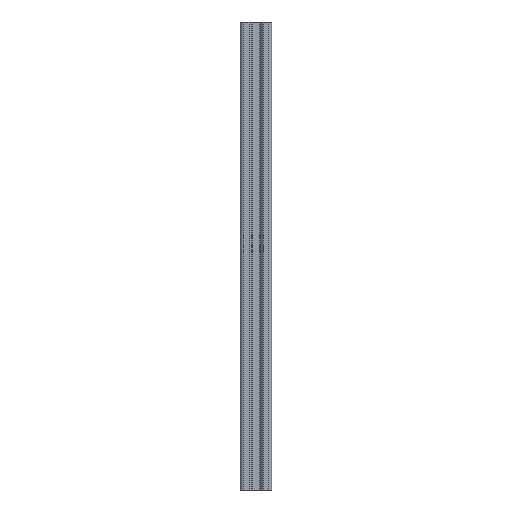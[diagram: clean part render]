
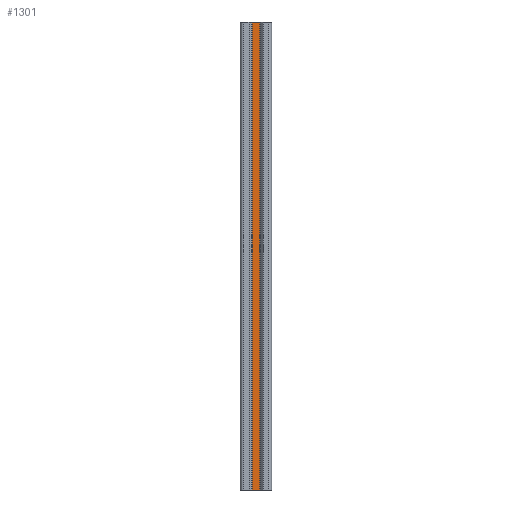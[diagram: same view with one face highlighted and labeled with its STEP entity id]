
A CAD part, left-side view. The second image highlights one B-rep face of the part: STEP entity #1301.
In plain terms, the highlighted planar face has unit normal (-1, 0, 0).
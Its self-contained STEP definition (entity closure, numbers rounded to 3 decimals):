
#3 = CARTESIAN_POINT ( 'NONE',  ( -3.6, 2.539, 300. ) ) ;
#115 = ORIENTED_EDGE ( 'NONE', *, *, #607, .T. ) ;
#221 = DIRECTION ( 'NONE',  ( 0., -1., 0. ) ) ;
#231 = LINE ( 'NONE', #927, #599 ) ;
#238 = CARTESIAN_POINT ( 'NONE',  ( -3.6, -2.539, 0. ) ) ;
#276 = LINE ( 'NONE', #1649, #1650 ) ;
#281 = VECTOR ( 'NONE', #221, 1000. ) ;
#294 = CARTESIAN_POINT ( 'NONE',  ( -3.6, 2.539, 0. ) ) ;
#363 = FACE_OUTER_BOUND ( 'NONE', #1282, .T. ) ;
#395 = EDGE_CURVE ( 'NONE', #1648, #1645, #1628, .T. ) ;
#396 = VECTOR ( 'NONE', #981, 1000. ) ;
#422 = DIRECTION ( 'NONE',  ( 0., -1., 0. ) ) ;
#432 = CARTESIAN_POINT ( 'NONE',  ( -3.6, -2.539, 300. ) ) ;
#525 = VERTEX_POINT ( 'NONE', #294 ) ;
#579 = ORIENTED_EDGE ( 'NONE', *, *, #639, .F. ) ;
#599 = VECTOR ( 'NONE', #780, 1000. ) ;
#607 = EDGE_CURVE ( 'NONE', #525, #859, #276, .T. ) ;
#621 = CARTESIAN_POINT ( 'NONE',  ( -3.6, 0., 300. ) ) ;
#639 = EDGE_CURVE ( 'NONE', #1645, #859, #1258, .T. ) ;
#778 = DIRECTION ( 'NONE',  ( 1., 0., 0. ) ) ;
#780 = DIRECTION ( 'NONE',  ( 0., 0., -1. ) ) ;
#811 = CARTESIAN_POINT ( 'NONE',  ( -3.6, -2.539, 300. ) ) ;
#859 = VERTEX_POINT ( 'NONE', #238 ) ;
#927 = CARTESIAN_POINT ( 'NONE',  ( -3.6, 2.539, 300. ) ) ;
#940 = EDGE_CURVE ( 'NONE', #1648, #525, #231, .T. ) ;
#946 = PLANE ( 'NONE',  #1118 ) ;
#981 = DIRECTION ( 'NONE',  ( 0., 0., -1. ) ) ;
#1069 = CARTESIAN_POINT ( 'NONE',  ( -3.6, 0., 300. ) ) ;
#1118 = AXIS2_PLACEMENT_3D ( 'NONE', #621, #778, #1325 ) ;
#1159 = ORIENTED_EDGE ( 'NONE', *, *, #940, .T. ) ;
#1241 = ORIENTED_EDGE ( 'NONE', *, *, #395, .F. ) ;
#1258 = LINE ( 'NONE', #432, #396 ) ;
#1282 = EDGE_LOOP ( 'NONE', ( #115, #579, #1241, #1159 ) ) ;
#1301 = ADVANCED_FACE ( 'NONE', ( #363 ), #946, .F. ) ;
#1325 = DIRECTION ( 'NONE',  ( 0., 0., -1. ) ) ;
#1628 = LINE ( 'NONE', #1069, #281 ) ;
#1645 = VERTEX_POINT ( 'NONE', #811 ) ;
#1648 = VERTEX_POINT ( 'NONE', #3 ) ;
#1649 = CARTESIAN_POINT ( 'NONE',  ( -3.6, 0., 0. ) ) ;
#1650 = VECTOR ( 'NONE', #422, 1000. ) ;
